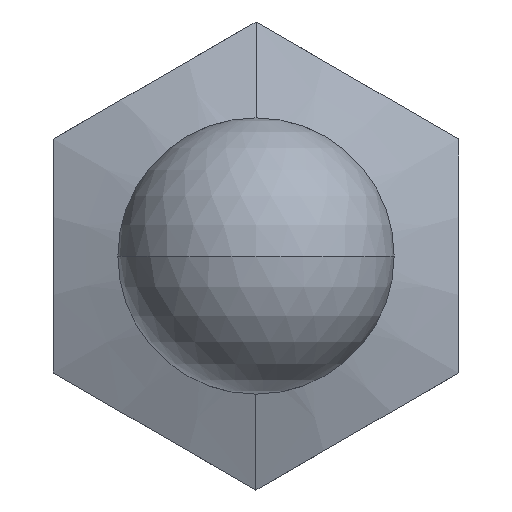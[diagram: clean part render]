
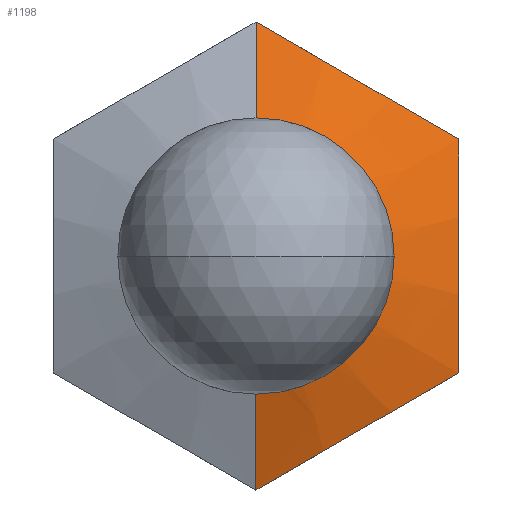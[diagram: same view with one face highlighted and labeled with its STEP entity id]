
A CAD part, front view. The second image highlights one B-rep face of the part: STEP entity #1198.
In plain terms, the highlighted conical face has half-angle 70 degrees and reference radius 9.351 mm.
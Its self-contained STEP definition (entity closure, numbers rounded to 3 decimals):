
#440=CARTESIAN_POINT('',(0.,-10.5,0.));
#441=DIRECTION('',(0.,1.,0.));
#442=DIRECTION('',(0.,0.,1.));
#443=AXIS2_PLACEMENT_3D('',#440,#441,#442);
#448=DIRECTION('',(0.,-0.342,-0.94));
#449=VECTOR('',#448,7.131);
#450=CARTESIAN_POINT('',(0.001,-8.061,12.701));
#451=LINE('',#450,#449);
#455=CARTESIAN_POINT('',(10.999,-8.061,6.352));
#456=CARTESIAN_POINT('',(10.388,-8.189,6.705));
#457=CARTESIAN_POINT('',(9.164,-8.414,7.411));
#458=CARTESIAN_POINT('',(7.333,-8.63,8.468));
#459=CARTESIAN_POINT('',(5.5,-8.705,9.526));
#460=CARTESIAN_POINT('',(3.667,-8.63,10.584));
#461=CARTESIAN_POINT('',(1.836,-8.414,11.641));
#462=CARTESIAN_POINT('',(0.612,-8.189,12.348));
#463=CARTESIAN_POINT('',(0.001,-8.061,12.701));
#468=CARTESIAN_POINT('',(11.,-8.061,-6.349));
#469=CARTESIAN_POINT('',(11.,-8.189,-5.647));
#470=CARTESIAN_POINT('',(11.,-8.413,-4.24));
#471=CARTESIAN_POINT('',(11.,-8.63,-2.121));
#472=CARTESIAN_POINT('',(11.,-8.705,
-0.009));
#473=CARTESIAN_POINT('',(11.,-8.631,2.113));
#474=CARTESIAN_POINT('',(11.001,-8.414,4.23));
#475=CARTESIAN_POINT('',(10.999,-8.19,5.643));
#476=CARTESIAN_POINT('',(10.999,-8.061,6.352));
#481=CARTESIAN_POINT('',(-0.001,-8.061,
-12.701));
#482=CARTESIAN_POINT('',(0.612,-8.19,
-12.347));
#483=CARTESIAN_POINT('',(1.836,-8.414,-11.642));
#484=CARTESIAN_POINT('',(3.667,-8.63,-10.584));
#485=CARTESIAN_POINT('',(5.5,-8.705,-9.526));
#486=CARTESIAN_POINT('',(7.333,-8.63,-8.468));
#487=CARTESIAN_POINT('',(9.164,-8.414,-7.411));
#488=CARTESIAN_POINT('',(10.387,-8.19,-6.704));
#489=CARTESIAN_POINT('',(11.,-8.061,-6.349));
#494=DIRECTION('',(0.,-0.342,0.94));
#495=VECTOR('',#494,7.131);
#496=CARTESIAN_POINT('',(-0.001,-8.061,
-12.701));
#497=LINE('',#496,#495);
#1037=CARTESIAN_POINT('',(0.,-10.5,-6.));
#1038=VERTEX_POINT('',#1037);
#1039=CARTESIAN_POINT('',(0.,-10.5,6.));
#1040=VERTEX_POINT('',#1039);
#1055=CARTESIAN_POINT('',(-0.001,-8.061,
-12.701));
#1056=VERTEX_POINT('',#1055);
#1057=VERTEX_POINT('',#489);
#1058=VERTEX_POINT('',#476);
#1059=VERTEX_POINT('',#463);
#1180=CARTESIAN_POINT('',(0.,-9.28,0.));
#1181=DIRECTION('',(0.,1.,0.));
#1182=DIRECTION('',(0.,0.,1.));
#1183=AXIS2_PLACEMENT_3D('',#1180,#1181,#1182);
#1184=CONICAL_SURFACE('',#1183,9.351,70.);
#1185=ORIENTED_EDGE('',*,*,#1173,.F.);
#1187=ORIENTED_EDGE('',*,*,#1186,.F.);
#1189=ORIENTED_EDGE('',*,*,#1188,.F.);
#1191=ORIENTED_EDGE('',*,*,#1190,.F.);
#1193=ORIENTED_EDGE('',*,*,#1192,.F.);
#1195=ORIENTED_EDGE('',*,*,#1194,.T.);
#1196=EDGE_LOOP('',(#1185,#1187,#1189,#1191,#1193,#1195));
#1197=FACE_OUTER_BOUND('',#1196,.F.);
#444=CIRCLE('',#443,6.);
#464=B_SPLINE_CURVE_WITH_KNOTS('',3,(#455,#456,#457,#458,#459,#460,#461,#462,
#463),.UNSPECIFIED.,.F.,.F.,(4,1,1,1,1,1,4),(0.,0.167,
0.333,0.5,0.667,0.833,1.),
.UNSPECIFIED.);
#477=B_SPLINE_CURVE_WITH_KNOTS('',3,(#468,#469,#470,#471,#472,#473,#474,#475,
#476),.UNSPECIFIED.,.F.,.F.,(4,1,1,1,1,1,4),(0.,0.167,
0.333,0.5,0.667,0.833,1.),
.UNSPECIFIED.);
#490=B_SPLINE_CURVE_WITH_KNOTS('',3,(#481,#482,#483,#484,#485,#486,#487,#488,
#489),.UNSPECIFIED.,.F.,.F.,(4,1,1,1,1,1,4),(0.,0.167,
0.333,0.5,0.667,0.833,1.),
.UNSPECIFIED.);
#1173=EDGE_CURVE('',#1040,#1038,#444,.T.);
#1186=EDGE_CURVE('',#1059,#1040,#451,.T.);
#1188=EDGE_CURVE('',#1058,#1059,#464,.T.);
#1190=EDGE_CURVE('',#1057,#1058,#477,.T.);
#1192=EDGE_CURVE('',#1056,#1057,#490,.T.);
#1194=EDGE_CURVE('',#1056,#1038,#497,.T.);
#1198=ADVANCED_FACE('',(#1197),#1184,.T.);
